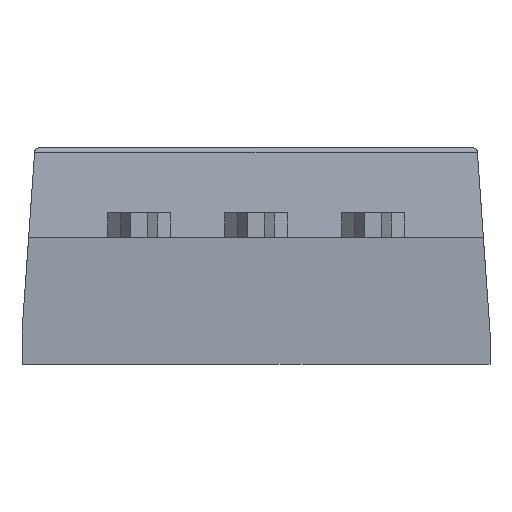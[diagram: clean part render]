
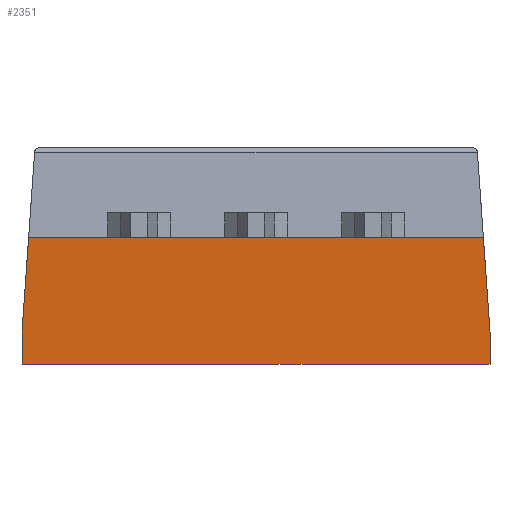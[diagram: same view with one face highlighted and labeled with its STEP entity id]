
A CAD part, front view. The second image highlights one B-rep face of the part: STEP entity #2351.
In plain terms, the highlighted planar face has unit normal (0, -0.998, -0.07).
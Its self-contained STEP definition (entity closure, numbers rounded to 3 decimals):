
#114 = VECTOR ( 'NONE', #350, 1000. ) ;
#169 = ORIENTED_EDGE ( 'NONE', *, *, #2151, .F. ) ;
#235 = EDGE_CURVE ( 'NONE', #1275, #339, #2407, .T. ) ;
#298 = EDGE_CURVE ( 'NONE', #2524, #1275, #1104, .T. ) ;
#339 = VERTEX_POINT ( 'NONE', #599 ) ;
#350 = DIRECTION ( 'NONE',  ( -0.07, 0.07, -0.995 ) ) ;
#401 = VERTEX_POINT ( 'NONE', #2396 ) ;
#426 = CARTESIAN_POINT ( 'NONE',  ( 5.08, 3.23, -0.263 ) ) ;
#445 = CARTESIAN_POINT ( 'NONE',  ( -4.936, 3.23, -0.263 ) ) ;
#480 = VECTOR ( 'NONE', #2010, 1000. ) ;
#538 = LINE ( 'NONE', #426, #1908 ) ;
#599 = CARTESIAN_POINT ( 'NONE',  ( -5.08, 3.423, -3.023 ) ) ;
#644 = ORIENTED_EDGE ( 'NONE', *, *, #235, .T. ) ;
#751 = CARTESIAN_POINT ( 'NONE',  ( 5.08, 3.374, -2.323 ) ) ;
#755 = DIRECTION ( 'NONE',  ( 0., 0.07, -0.998 ) ) ;
#766 = ORIENTED_EDGE ( 'NONE', *, *, #298, .T. ) ;
#786 = EDGE_LOOP ( 'NONE', ( #2354, #766, #644, #1958, #169, #932 ) ) ;
#796 = VECTOR ( 'NONE', #1890, 1000. ) ;
#907 = VECTOR ( 'NONE', #755, 1000. ) ;
#932 = ORIENTED_EDGE ( 'NONE', *, *, #2391, .T. ) ;
#969 = CARTESIAN_POINT ( 'NONE',  ( -5.08, 3.374, -2.323 ) ) ;
#1104 = LINE ( 'NONE', #1961, #114 ) ;
#1116 = DIRECTION ( 'NONE',  ( 0., 0.998, 0.07 ) ) ;
#1148 = CARTESIAN_POINT ( 'NONE',  ( 5.064, 3.358, -2.089 ) ) ;
#1166 = VERTEX_POINT ( 'NONE', #751 ) ;
#1275 = VERTEX_POINT ( 'NONE', #969 ) ;
#1332 = DIRECTION ( 'NONE',  ( -0.07, -0.07, 0.995 ) ) ;
#1360 = EDGE_CURVE ( 'NONE', #2330, #339, #1472, .T. ) ;
#1393 = CARTESIAN_POINT ( 'NONE',  ( 5.08, 3.423, -3.023 ) ) ;
#1425 = DIRECTION ( 'NONE',  ( -1., 0., 0. ) ) ;
#1472 = LINE ( 'NONE', #1393, #480 ) ;
#1483 = CARTESIAN_POINT ( 'NONE',  ( -5.08, 3.423, -3.023 ) ) ;
#1495 = CARTESIAN_POINT ( 'NONE',  ( 5.08, 3.423, -3.023 ) ) ;
#1850 = LINE ( 'NONE', #1148, #2177 ) ;
#1890 = DIRECTION ( 'NONE',  ( 0., 0.07, -0.998 ) ) ;
#1908 = VECTOR ( 'NONE', #1425, 1000. ) ;
#1958 = ORIENTED_EDGE ( 'NONE', *, *, #1360, .F. ) ;
#1961 = CARTESIAN_POINT ( 'NONE',  ( -4.802, 3.096, 1.659 ) ) ;
#1964 = LINE ( 'NONE', #2093, #907 ) ;
#2010 = DIRECTION ( 'NONE',  ( -1., 0., 0. ) ) ;
#2048 = AXIS2_PLACEMENT_3D ( 'NONE', #2288, #1116, #2469 ) ;
#2086 = PLANE ( 'NONE',  #2048 ) ;
#2093 = CARTESIAN_POINT ( 'NONE',  ( 5.08, 3.423, -3.023 ) ) ;
#2151 = EDGE_CURVE ( 'NONE', #1166, #2330, #1964, .T. ) ;
#2177 = VECTOR ( 'NONE', #1332, 1000. ) ;
#2288 = CARTESIAN_POINT ( 'NONE',  ( 5.08, 3.423, -3.023 ) ) ;
#2330 = VERTEX_POINT ( 'NONE', #1495 ) ;
#2336 = FACE_OUTER_BOUND ( 'NONE', #786, .T. ) ;
#2351 = ADVANCED_FACE ( 'NONE', ( #2336 ), #2086, .F. ) ;
#2354 = ORIENTED_EDGE ( 'NONE', *, *, #2491, .T. ) ;
#2391 = EDGE_CURVE ( 'NONE', #1166, #401, #1850, .T. ) ;
#2396 = CARTESIAN_POINT ( 'NONE',  ( 4.936, 3.23, -0.263 ) ) ;
#2407 = LINE ( 'NONE', #1483, #796 ) ;
#2469 = DIRECTION ( 'NONE',  ( 0., -0.07, 0.998 ) ) ;
#2491 = EDGE_CURVE ( 'NONE', #401, #2524, #538, .T. ) ;
#2524 = VERTEX_POINT ( 'NONE', #445 ) ;
